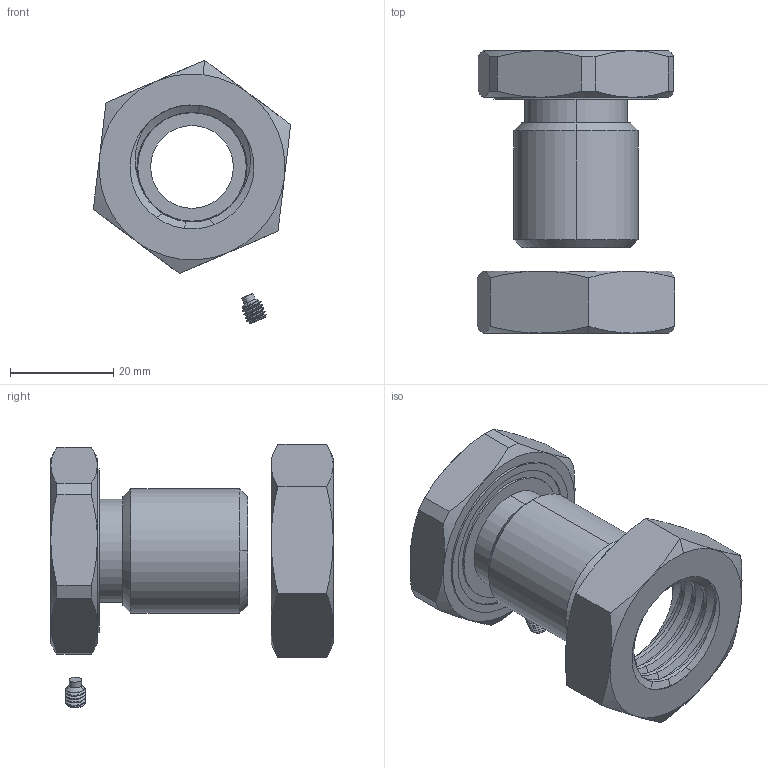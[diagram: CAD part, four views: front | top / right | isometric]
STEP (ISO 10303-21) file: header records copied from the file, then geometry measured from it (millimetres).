
FILE_DESCRIPTION (( 'STEP AP203' ), '1' );
FILE_NAME ('S8020H01.STEP', '2017-04-07T14:30:52', ( '' ), ( '' ), 'SwSTEP 2.0', 'SolidWorks 2016', '' );
FILE_SCHEMA (( 'CONFIG_CONTROL_DESIGN' ));
Length unit declared in the file: inch
Products named in the file (4): S8020H01; S8020H01-H1; 93285A210_93285A210; 90695A135 (1)_90695A135
Assembly tree (3 placements, depth 2):
  S8020H01
    90695A135 (1)_90695A135
    93285A210_93285A210
    S8020H01-H1
Bounding box: 38.21 x 54.66 x 50.98 mm (x, y, z)
Volume: 23264.1 mm3; surface area: 11374.8 mm2
Topology: 3 solids, 3 shells, 163 faces, 368 edges, 216 vertices
Faces by surface type: cone 71, cylinder 47, plane 42, bspline 3
Entity records: 6722 total; most frequent: CARTESIAN_POINT 2902, ORIENTED_EDGE 732, DIRECTION 678, EDGE_CURVE 366, AXIS2_PLACEMENT_3D 285, VERTEX_POINT 216, EDGE_LOOP 176, FACE_OUTER_BOUND 163
